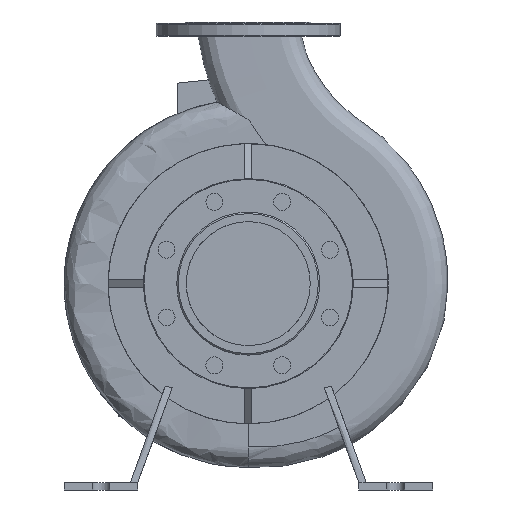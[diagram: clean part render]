
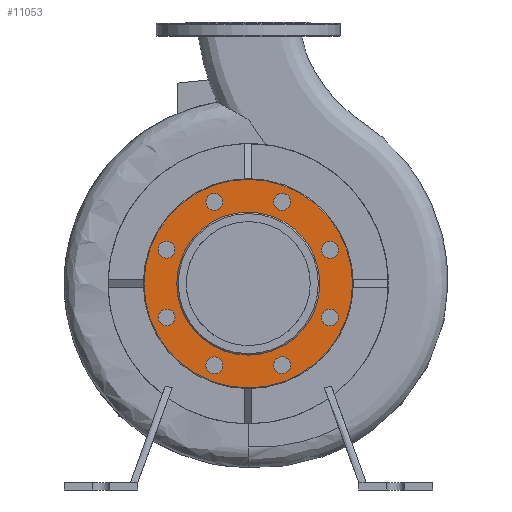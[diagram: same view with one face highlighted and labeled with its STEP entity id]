
A CAD part, left-side view. The second image highlights one B-rep face of the part: STEP entity #11053.
In plain terms, the highlighted planar face has unit normal (-1, 0, 0).
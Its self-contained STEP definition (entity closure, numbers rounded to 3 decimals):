
#320=FACE_BOUND('',#2180,.T.);
#321=FACE_BOUND('',#2181,.T.);
#322=FACE_BOUND('',#2182,.T.);
#323=FACE_BOUND('',#2183,.T.);
#324=FACE_BOUND('',#2184,.T.);
#325=FACE_BOUND('',#2185,.T.);
#326=FACE_BOUND('',#2186,.T.);
#327=FACE_BOUND('',#2187,.T.);
#328=FACE_BOUND('',#2188,.T.);
#444=CIRCLE('',#11776,11.5);
#446=CIRCLE('',#11779,11.5);
#448=CIRCLE('',#11782,11.5);
#450=CIRCLE('',#11785,11.5);
#452=CIRCLE('',#11788,11.5);
#454=CIRCLE('',#11791,11.5);
#456=CIRCLE('',#11794,11.5);
#458=CIRCLE('',#11797,11.5);
#459=CIRCLE('',#11799,97.);
#461=CIRCLE('',#11802,141.5);
#951=PLANE('',#11801);
#1430=FACE_OUTER_BOUND('',#2179,.T.);
#2179=EDGE_LOOP('',(#8537));
#2180=EDGE_LOOP('',(#8538));
#2181=EDGE_LOOP('',(#8539));
#2182=EDGE_LOOP('',(#8540));
#2183=EDGE_LOOP('',(#8541));
#2184=EDGE_LOOP('',(#8542));
#2185=EDGE_LOOP('',(#8543));
#2186=EDGE_LOOP('',(#8544));
#2187=EDGE_LOOP('',(#8545));
#2188=EDGE_LOOP('',(#8546));
#5220=VERTEX_POINT('',#17641);
#5222=VERTEX_POINT('',#17646);
#5224=VERTEX_POINT('',#17651);
#5226=VERTEX_POINT('',#17656);
#5228=VERTEX_POINT('',#17661);
#5230=VERTEX_POINT('',#17666);
#5232=VERTEX_POINT('',#17671);
#5234=VERTEX_POINT('',#17676);
#5235=VERTEX_POINT('',#17679);
#5237=VERTEX_POINT('',#17684);
#6441=EDGE_CURVE('',#5220,#5220,#444,.T.);
#6443=EDGE_CURVE('',#5222,#5222,#446,.T.);
#6445=EDGE_CURVE('',#5224,#5224,#448,.T.);
#6447=EDGE_CURVE('',#5226,#5226,#450,.T.);
#6449=EDGE_CURVE('',#5228,#5228,#452,.T.);
#6451=EDGE_CURVE('',#5230,#5230,#454,.T.);
#6453=EDGE_CURVE('',#5232,#5232,#456,.T.);
#6455=EDGE_CURVE('',#5234,#5234,#458,.T.);
#6456=EDGE_CURVE('',#5235,#5235,#459,.T.);
#6458=EDGE_CURVE('',#5237,#5237,#461,.T.);
#8537=ORIENTED_EDGE('',*,*,#6458,.T.);
#8538=ORIENTED_EDGE('',*,*,#6441,.F.);
#8539=ORIENTED_EDGE('',*,*,#6443,.F.);
#8540=ORIENTED_EDGE('',*,*,#6445,.F.);
#8541=ORIENTED_EDGE('',*,*,#6447,.F.);
#8542=ORIENTED_EDGE('',*,*,#6449,.F.);
#8543=ORIENTED_EDGE('',*,*,#6451,.F.);
#8544=ORIENTED_EDGE('',*,*,#6453,.F.);
#8545=ORIENTED_EDGE('',*,*,#6455,.F.);
#8546=ORIENTED_EDGE('',*,*,#6456,.F.);
#11053=ADVANCED_FACE('',(#1430,#320,#321,#322,#323,#324,#325,#326,#327,
#328),#951,.F.);
#11776=AXIS2_PLACEMENT_3D('',#17642,#13471,#13472);
#11779=AXIS2_PLACEMENT_3D('',#17647,#13477,#13478);
#11782=AXIS2_PLACEMENT_3D('',#17652,#13483,#13484);
#11785=AXIS2_PLACEMENT_3D('',#17657,#13489,#13490);
#11788=AXIS2_PLACEMENT_3D('',#17662,#13495,#13496);
#11791=AXIS2_PLACEMENT_3D('',#17667,#13501,#13502);
#11794=AXIS2_PLACEMENT_3D('',#17672,#13507,#13508);
#11797=AXIS2_PLACEMENT_3D('',#17677,#13513,#13514);
#11799=AXIS2_PLACEMENT_3D('',#17680,#13517,#13518);
#11801=AXIS2_PLACEMENT_3D('',#17683,#13521,#13522);
#11802=AXIS2_PLACEMENT_3D('',#17685,#13523,#13524);
#13471=DIRECTION('center_axis',(-1.,0.,0.));
#13472=DIRECTION('ref_axis',(0.,0.707,-0.707));
#13477=DIRECTION('center_axis',(-1.,0.,0.));
#13478=DIRECTION('ref_axis',(0.,1.,0.));
#13483=DIRECTION('center_axis',(-1.,0.,0.));
#13484=DIRECTION('ref_axis',(0.,0.707,0.707));
#13489=DIRECTION('center_axis',(-1.,0.,0.));
#13490=DIRECTION('ref_axis',(0.,0.,
1.));
#13495=DIRECTION('center_axis',(-1.,0.,0.));
#13496=DIRECTION('ref_axis',(0.,-0.707,0.707));
#13501=DIRECTION('center_axis',(-1.,0.,0.));
#13502=DIRECTION('ref_axis',(0.,-1.,0.));
#13507=DIRECTION('center_axis',(-1.,0.,0.));
#13508=DIRECTION('ref_axis',(0.,-0.707,-0.707));
#13513=DIRECTION('center_axis',(-1.,0.,0.));
#13514=DIRECTION('ref_axis',(0.,0.,-1.));
#13517=DIRECTION('center_axis',(-1.,0.,0.));
#13518=DIRECTION('ref_axis',(0.,-1.,0.));
#13521=DIRECTION('center_axis',(1.,0.,0.));
#13522=DIRECTION('ref_axis',(0.,0.,1.));
#13523=DIRECTION('center_axis',(-1.,0.,0.));
#13524=DIRECTION('ref_axis',(0.,-1.,0.));
#17641=CARTESIAN_POINT('',(-138.,-118.997,242.21));
#17642=CARTESIAN_POINT('Origin',(-138.,-110.866,234.078));
#17646=CARTESIAN_POINT('',(-138.,-57.422,169.134));
#17647=CARTESIAN_POINT('Origin',(-138.,-45.922,169.134));
#17651=CARTESIAN_POINT('',(-138.,37.79,161.003));
#17652=CARTESIAN_POINT('Origin',(-138.,45.922,169.134));
#17656=CARTESIAN_POINT('',(-138.,110.866,222.578));
#17657=CARTESIAN_POINT('Origin',(-138.,110.866,234.078));
#17661=CARTESIAN_POINT('',(-138.,118.997,317.79));
#17662=CARTESIAN_POINT('Origin',(-138.,110.866,325.922));
#17666=CARTESIAN_POINT('',(-138.,57.422,390.866));
#17667=CARTESIAN_POINT('Origin',(-138.,45.922,390.866));
#17671=CARTESIAN_POINT('',(-138.,-37.79,398.997));
#17672=CARTESIAN_POINT('Origin',(-138.,-45.922,390.866));
#17676=CARTESIAN_POINT('',(-138.,-110.866,337.422));
#17677=CARTESIAN_POINT('Origin',(-138.,-110.866,325.922));
#17679=CARTESIAN_POINT('',(-138.,-97.,280.));
#17680=CARTESIAN_POINT('Origin',(-138.,0.,280.));
#17683=CARTESIAN_POINT('Origin',(-138.,-119.25,280.));
#17684=CARTESIAN_POINT('',(-138.,-141.5,280.));
#17685=CARTESIAN_POINT('Origin',(-138.,0.,280.));
